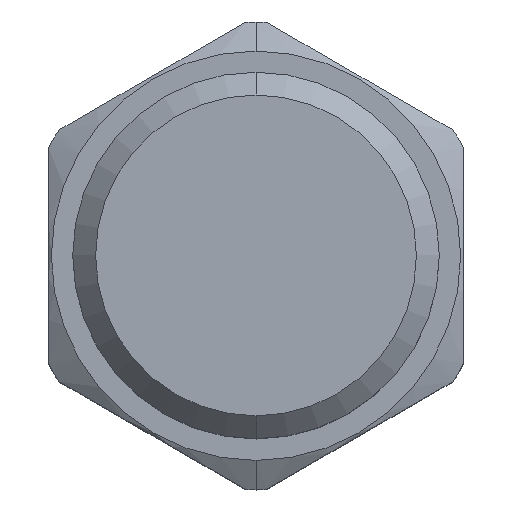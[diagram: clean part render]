
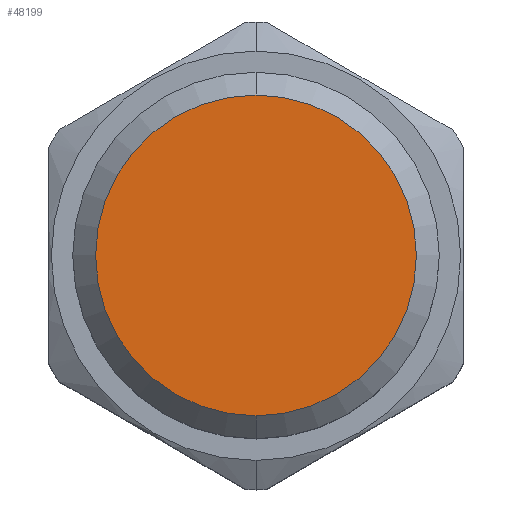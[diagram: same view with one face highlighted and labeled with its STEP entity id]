
A CAD part, top view. The second image highlights one B-rep face of the part: STEP entity #48199.
In plain terms, the highlighted planar face has unit normal (0, 0, 1).
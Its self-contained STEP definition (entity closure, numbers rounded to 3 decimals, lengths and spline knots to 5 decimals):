
#44597=CARTESIAN_POINT('',(0.,0.,4.383));
#44598=DIRECTION('',(0.,0.,1.));
#44599=DIRECTION('',(0.,-1.,0.));
#44600=AXIS2_PLACEMENT_3D('',#44597,#44598,#44599);
#44615=CARTESIAN_POINT('',(0.,0.,4.383));
#44616=DIRECTION('',(0.,0.,1.));
#44617=DIRECTION('',(0.,1.,0.));
#44618=AXIS2_PLACEMENT_3D('',#44615,#44616,#44617);
#45932=CARTESIAN_POINT('',(0.,0.435,4.383));
#45933=CARTESIAN_POINT('',(0.,-0.435,4.383));
#45934=VERTEX_POINT('',#45932);
#45935=VERTEX_POINT('',#45933);
#48189=CARTESIAN_POINT('',(0.,0.,4.383));
#48190=DIRECTION('',(0.,0.,1.));
#48191=DIRECTION('',(0.,1.,0.));
#48192=AXIS2_PLACEMENT_3D('',#48189,#48190,#48191);
#48193=PLANE('',#48192);
#48194=ORIENTED_EDGE('',*,*,#48179,.F.);
#48196=ORIENTED_EDGE('',*,*,#48195,.F.);
#48197=EDGE_LOOP('',(#48194,#48196));
#48198=FACE_OUTER_BOUND('',#48197,.F.);
#48199=ADVANCED_FACE('',(#48198),#48193,.T.);
#44601=CIRCLE('',#44600,0.435);
#44619=CIRCLE('',#44618,0.435);
#48179=EDGE_CURVE('',#45935,#45934,#44601,.T.);
#48195=EDGE_CURVE('',#45934,#45935,#44619,.T.);
